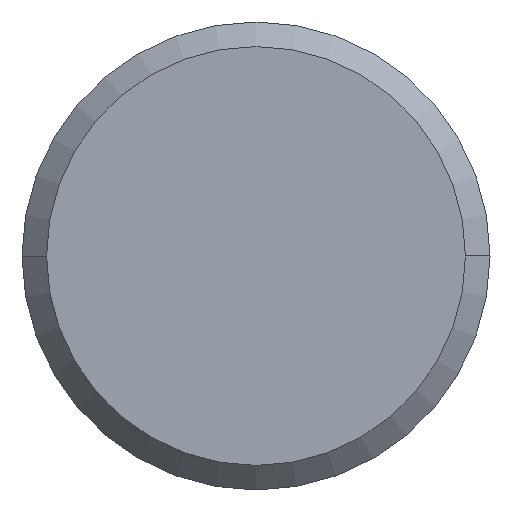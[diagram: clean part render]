
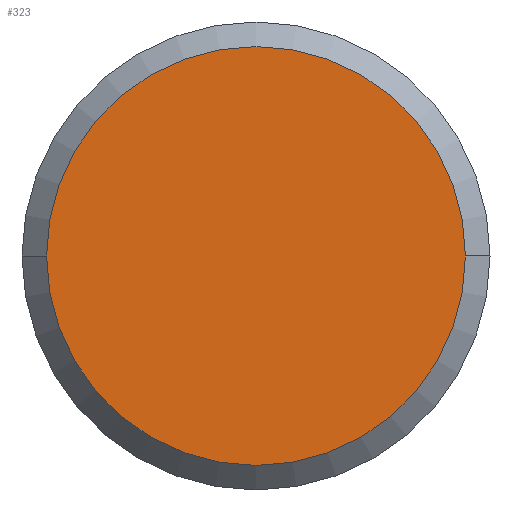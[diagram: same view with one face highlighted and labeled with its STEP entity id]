
A CAD part, left-side view. The second image highlights one B-rep face of the part: STEP entity #323.
In plain terms, the highlighted planar face has unit normal (-1, 0, 0).
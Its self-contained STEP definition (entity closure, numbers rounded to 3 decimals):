
#26 = AXIS2_PLACEMENT_3D ( 'NONE', #40, #313, #149 ) ;
#40 = CARTESIAN_POINT ( 'NONE',  ( -49.8, 0., 0. ) ) ;
#53 = CARTESIAN_POINT ( 'NONE',  ( -49.8, 4.262, 0. ) ) ;
#96 = CARTESIAN_POINT ( 'NONE',  ( -49.8, 0., 0. ) ) ;
#99 = CARTESIAN_POINT ( 'NONE',  ( -49.8, -4.263, 0. ) ) ;
#105 = ORIENTED_EDGE ( 'NONE', *, *, #189, .F. ) ;
#110 = FACE_OUTER_BOUND ( 'NONE', #235, .T. ) ;
#115 = DIRECTION ( 'NONE',  ( 0., 1., 0. ) ) ;
#117 = DIRECTION ( 'NONE',  ( 0., 1., 0. ) ) ;
#144 = ORIENTED_EDGE ( 'NONE', *, *, #319, .F. ) ;
#149 = DIRECTION ( 'NONE',  ( 0., -1., 0. ) ) ;
#159 = AXIS2_PLACEMENT_3D ( 'NONE', #209, #283, #115 ) ;
#189 = EDGE_CURVE ( 'NONE', #192, #306, #217, .T. ) ;
#192 = VERTEX_POINT ( 'NONE', #99 ) ;
#209 = CARTESIAN_POINT ( 'NONE',  ( -49.8, 0., 0. ) ) ;
#217 = CIRCLE ( 'NONE', #159, 4.262 ) ;
#235 = EDGE_LOOP ( 'NONE', ( #144, #105 ) ) ;
#282 = PLANE ( 'NONE',  #26 ) ;
#283 = DIRECTION ( 'NONE',  ( 1., 0., 0. ) ) ;
#286 = DIRECTION ( 'NONE',  ( 1., 0., 0. ) ) ;
#306 = VERTEX_POINT ( 'NONE', #53 ) ;
#313 = DIRECTION ( 'NONE',  ( -1., 0., 0. ) ) ;
#319 = EDGE_CURVE ( 'NONE', #306, #192, #327, .T. ) ;
#323 = ADVANCED_FACE ( 'NONE', ( #110 ), #282, .T. ) ;
#326 = AXIS2_PLACEMENT_3D ( 'NONE', #96, #286, #117 ) ;
#327 = CIRCLE ( 'NONE', #326, 4.262 ) ;
